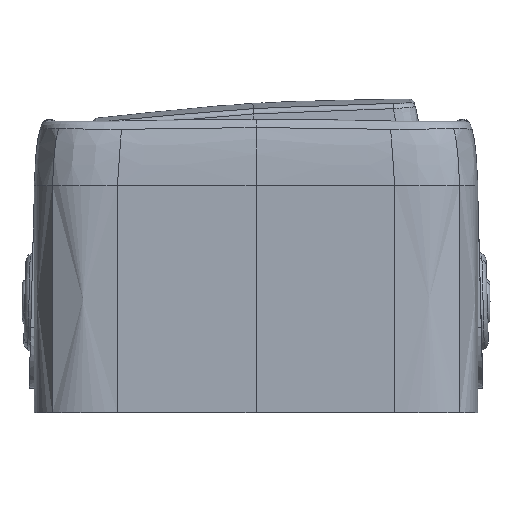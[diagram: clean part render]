
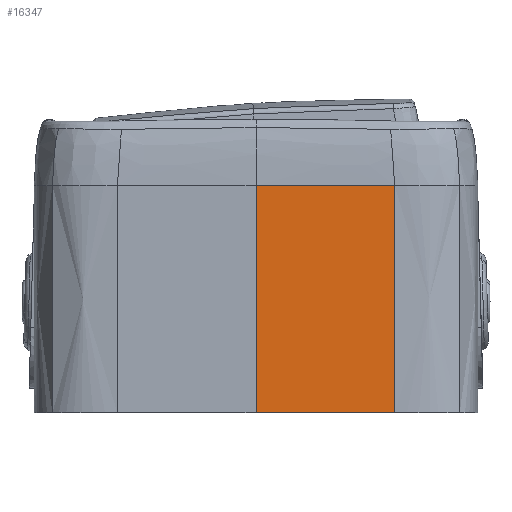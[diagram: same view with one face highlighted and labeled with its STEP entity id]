
A CAD part, left-side view. The second image highlights one B-rep face of the part: STEP entity #16347.
In plain terms, the highlighted planar face has unit normal (1, 0, 0).
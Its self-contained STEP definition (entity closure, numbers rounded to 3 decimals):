
#16334=AXIS2_PLACEMENT_3D('Plane Axis2P3D',#16331,#16332,#16333) ;
#448=CARTESIAN_POINT('Vertex',(-40.,0.,0.)) ;
#451=CARTESIAN_POINT('Line Origine',(-40.,-12.5,0.)) ;
#455=CARTESIAN_POINT('Vertex',(-40.,-25.,0.)) ;
#930=CARTESIAN_POINT('Line Origine',(-40.,-25.,19.894)) ;
#934=CARTESIAN_POINT('Vertex',(-40.,-25.,40.95)) ;
#10763=CARTESIAN_POINT('Vertex',(-40.,0.,40.95)) ;
#16122=CARTESIAN_POINT('Control Point',(-40.,-25.,40.95)) ;
#16123=CARTESIAN_POINT('Control Point',(-40.,-24.259,40.95)) ;
#16124=CARTESIAN_POINT('Control Point',(-40.,-23.518,40.95)) ;
#16125=CARTESIAN_POINT('Control Point',(-40.,-22.055,40.95)) ;
#16126=CARTESIAN_POINT('Control Point',(-40.,-20.644,40.95)) ;
#16127=CARTESIAN_POINT('Control Point',(-40.,-19.234,40.95)) ;
#16128=CARTESIAN_POINT('Control Point',(-40.,-18.564,40.95)) ;
#16129=CARTESIAN_POINT('Control Point',(-40.,-17.158,40.95)) ;
#16130=CARTESIAN_POINT('Control Point',(-40.,-15.751,40.95)) ;
#16131=CARTESIAN_POINT('Control Point',(-40.,-15.015,40.95)) ;
#16132=CARTESIAN_POINT('Control Point',(-40.,-11.748,40.95)) ;
#16133=CARTESIAN_POINT('Control Point',(-40.,-8.481,40.95)) ;
#16134=CARTESIAN_POINT('Control Point',(-40.,-5.061,40.95)) ;
#16135=CARTESIAN_POINT('Control Point',(-40.,-2.531,40.95)) ;
#16136=CARTESIAN_POINT('Control Point',(-40.,0.,40.95)) ;
#16331=CARTESIAN_POINT('Axis2P3D Location',(-40.,0.,40.95)) ;
#16336=CARTESIAN_POINT('Line Origine',(-40.,0.,20.475)) ;
#452=DIRECTION('Vector Direction',(0.,-1.,0.)) ;
#931=DIRECTION('Vector Direction',(0.,0.,-1.)) ;
#16332=DIRECTION('Axis2P3D Direction',(1.,0.,0.)) ;
#16333=DIRECTION('Axis2P3D XDirection',(0.,-1.,0.)) ;
#16337=DIRECTION('Vector Direction',(0.,0.,-1.)) ;
#453=VECTOR('Line Direction',#452,1.) ;
#932=VECTOR('Line Direction',#931,1.) ;
#16338=VECTOR('Line Direction',#16337,1.) ;
#16342=ORIENTED_EDGE('',*,*,#16340,.F.) ;
#16343=ORIENTED_EDGE('',*,*,#16137,.T.) ;
#16344=ORIENTED_EDGE('',*,*,#936,.T.) ;
#16345=ORIENTED_EDGE('',*,*,#457,.F.) ;
#16347=ADVANCED_FACE('Surface.198',(#16346),#16335,.T.) ;
#16121=B_SPLINE_CURVE_WITH_KNOTS('',5,(#16122,#16123,#16124,#16125,#16126,#16127,#16128,#16129,#16130,#16131,#16132,#16133,#16134,#16135,#16136),.UNSPECIFIED.,.F.,.U.,(6,3,3,3,6),(0.,3.652,6.952,10.582,23.051),.UNSPECIFIED.) ;
#457=EDGE_CURVE('',#449,#456,#454,.T.) ;
#936=EDGE_CURVE('',#935,#456,#933,.T.) ;
#16137=EDGE_CURVE('',#10764,#935,#16121,.F.) ;
#16340=EDGE_CURVE('',#10764,#449,#16339,.T.) ;
#16341=EDGE_LOOP('',(#16342,#16343,#16344,#16345)) ;
#16346=FACE_OUTER_BOUND('',#16341,.T.) ;
#454=LINE('Line',#451,#453) ;
#933=LINE('Line',#930,#932) ;
#16339=LINE('Line',#16336,#16338) ;
#16335=PLANE('',#16334) ;
#449=VERTEX_POINT('',#448) ;
#456=VERTEX_POINT('',#455) ;
#935=VERTEX_POINT('',#934) ;
#10764=VERTEX_POINT('',#10763) ;
